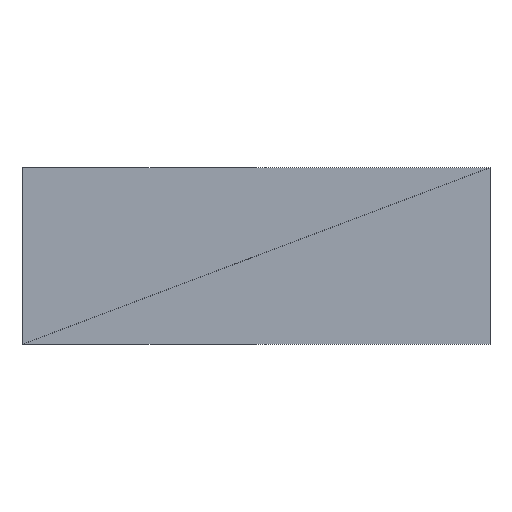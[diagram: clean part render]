
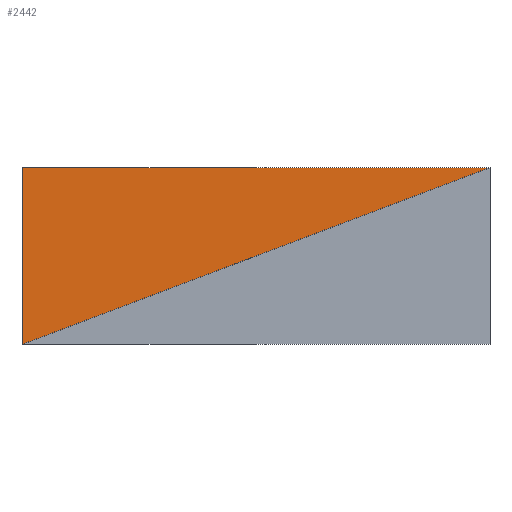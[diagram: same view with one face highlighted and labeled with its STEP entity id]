
A CAD part, left-side view. The second image highlights one B-rep face of the part: STEP entity #2442.
In plain terms, the highlighted planar face has unit normal (-1, 0, 0).
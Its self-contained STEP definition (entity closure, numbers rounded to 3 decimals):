
#2442=ADVANCED_FACE('',(#2443),#2469,.F.);
#2443=FACE_OUTER_BOUND('',#2444,.T.);
#2444=EDGE_LOOP('',(#2445,#2447,#2449));
#2445=ORIENTED_EDGE('',*,*,#2446,.T.);
#2446=EDGE_CURVE('',#2451,#2453,#2455,.T.);
#2447=ORIENTED_EDGE('',*,*,#2448,.T.);
#2448=EDGE_CURVE('',#2453,#2459,#2461,.T.);
#2449=ORIENTED_EDGE('',*,*,#2450,.T.);
#2450=EDGE_CURVE('',#2459,#2451,#2465,.T.);
#2451=VERTEX_POINT('',#2452);
#2452=CARTESIAN_POINT('',(-2.502,2.654,0.0));
#2453=VERTEX_POINT('',#2454);
#2454=CARTESIAN_POINT('',(-2.502,2.654,2.007));
#2455=LINE('',#2456,#2457);
#2456=CARTESIAN_POINT('',(-2.502,2.654,0.0));
#2457=VECTOR('',#2458,1.0);
#2458=DIRECTION('',(0.0,0.0,-1.0));
#2459=VERTEX_POINT('',#2460);
#2460=CARTESIAN_POINT('',(-2.502,-2.654,2.007));
#2461=LINE('',#2462,#2463);
#2462=CARTESIAN_POINT('',(-2.502,2.654,2.007));
#2463=VECTOR('',#2464,1.0);
#2464=DIRECTION('',(0.0,1.0,0.0));
#2465=LINE('',#2466,#2467);
#2466=CARTESIAN_POINT('',(-2.502,-2.654,2.007));
#2467=VECTOR('',#2468,1.0);
#2468=DIRECTION('',(0.0,-0.935,0.354));
#2469=PLANE('',#2470);
#2470=AXIS2_PLACEMENT_3D('',#2471,#2472,#2473);
#2471=CARTESIAN_POINT('',(-2.502,2.654,2.007));
#2472=DIRECTION('',(1.0,0.0,0.0));
#2473=DIRECTION('',(0.0,0.935,-0.354));
